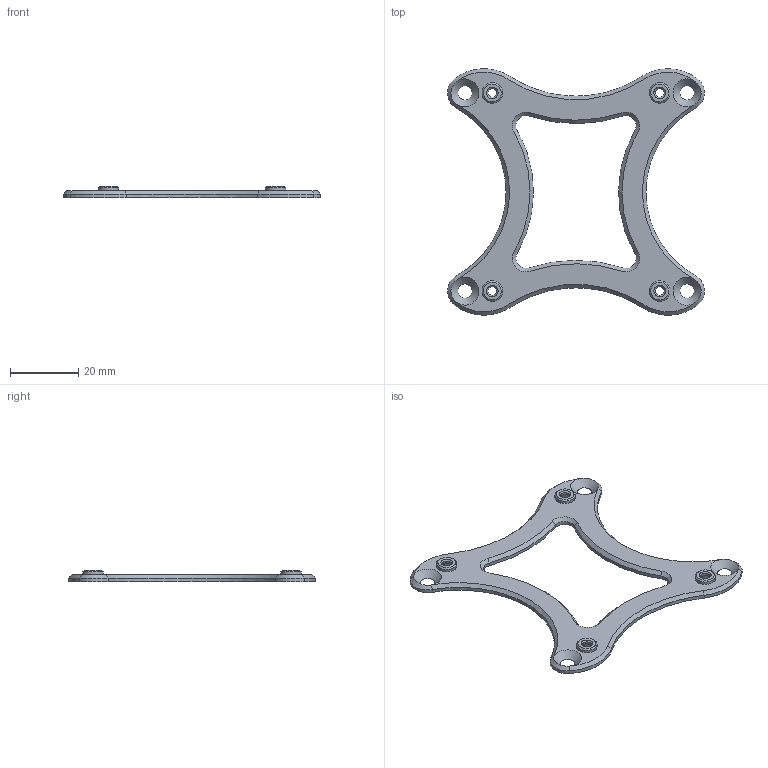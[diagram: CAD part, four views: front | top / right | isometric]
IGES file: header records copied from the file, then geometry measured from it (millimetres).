
Global section: file name: Raspberry Pi Mount_v3; native system: unknown; preprocessor: unknown; author: unknown; organization: unknown; date: 20200923.175750; units: millimetre
Bounding box: 75.2 x 72.12 x 3.25 mm (x, y, z)
Volume: 4170.3 mm3; surface area: 5494.1 mm2
Topology: 1 solids, 1 shells, 114 faces, 276 edges, 164 vertices
Faces by surface type: bspline 114
